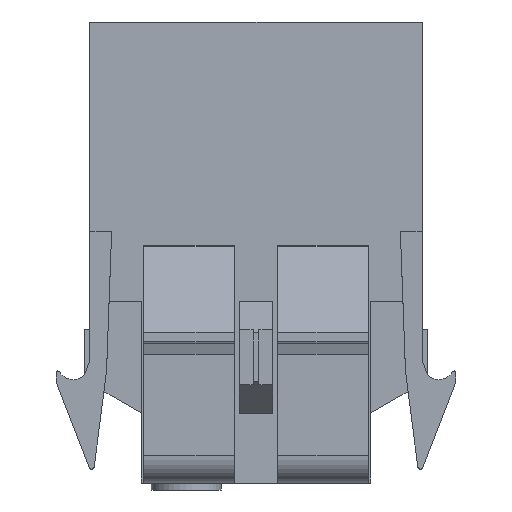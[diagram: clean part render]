
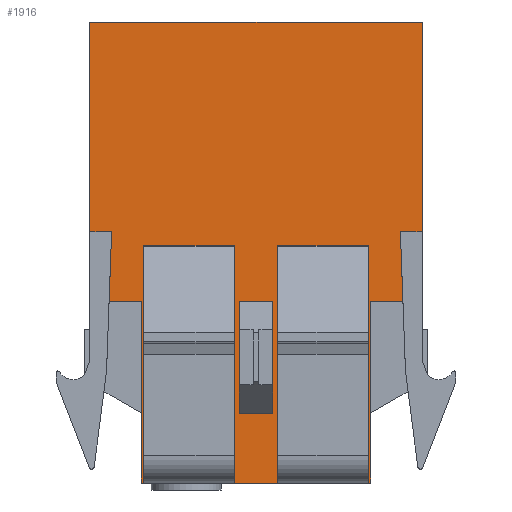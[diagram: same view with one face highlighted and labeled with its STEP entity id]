
A CAD part, front view. The second image highlights one B-rep face of the part: STEP entity #1916.
In plain terms, the highlighted planar face has unit normal (0, -1, 0).
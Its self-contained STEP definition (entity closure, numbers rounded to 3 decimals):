
#1754=AXIS2_PLACEMENT_3D('Plane Axis2P3D',#1751,#1752,#1753) ;
#97=CARTESIAN_POINT('Vertex',(6.1,5.9,0.5)) ;
#169=CARTESIAN_POINT('Vertex',(22.5,5.9,0.5)) ;
#172=CARTESIAN_POINT('Line Origine',(22.425,5.9,0.5)) ;
#176=CARTESIAN_POINT('Vertex',(22.35,5.9,0.5)) ;
#197=CARTESIAN_POINT('Vertex',(15.85,5.9,0.5)) ;
#200=CARTESIAN_POINT('Line Origine',(14.3,5.9,0.5)) ;
#204=CARTESIAN_POINT('Vertex',(12.75,5.9,0.5)) ;
#225=CARTESIAN_POINT('Vertex',(6.25,5.9,0.5)) ;
#228=CARTESIAN_POINT('Line Origine',(6.175,5.9,0.5)) ;
#1649=CARTESIAN_POINT('Vertex',(26.2,5.9,33.5)) ;
#1652=CARTESIAN_POINT('Line Origine',(26.2,5.9,26.)) ;
#1656=CARTESIAN_POINT('Vertex',(26.2,5.9,18.5)) ;
#1751=CARTESIAN_POINT('Axis2P3D Location',(2.4,5.9,0.)) ;
#1756=CARTESIAN_POINT('Line Origine',(14.3,5.9,33.5)) ;
#1760=CARTESIAN_POINT('Vertex',(2.4,5.9,33.5)) ;
#1763=CARTESIAN_POINT('Line Origine',(2.4,5.9,26.)) ;
#1767=CARTESIAN_POINT('Vertex',(2.4,5.9,18.5)) ;
#1770=CARTESIAN_POINT('Line Origine',(3.183,5.9,18.5)) ;
#1774=CARTESIAN_POINT('Vertex',(3.966,5.9,18.5)) ;
#1777=CARTESIAN_POINT('Line Origine',(3.874,5.9,16.)) ;
#1781=CARTESIAN_POINT('Vertex',(3.783,5.9,13.5)) ;
#1784=CARTESIAN_POINT('Line Origine',(4.941,5.9,13.5)) ;
#1788=CARTESIAN_POINT('Vertex',(6.1,5.9,13.5)) ;
#1791=CARTESIAN_POINT('Line Origine',(6.1,5.9,7.)) ;
#1796=CARTESIAN_POINT('Line Origine',(6.25,5.9,1.4)) ;
#1800=CARTESIAN_POINT('Vertex',(6.25,5.9,2.3)) ;
#1803=CARTESIAN_POINT('Line Origine',(9.5,5.9,2.3)) ;
#1807=CARTESIAN_POINT('Vertex',(12.75,5.9,2.3)) ;
#1810=CARTESIAN_POINT('Line Origine',(12.75,5.9,1.4)) ;
#1815=CARTESIAN_POINT('Line Origine',(15.85,5.9,1.4)) ;
#1819=CARTESIAN_POINT('Vertex',(15.85,5.9,2.3)) ;
#1822=CARTESIAN_POINT('Line Origine',(19.1,5.9,2.3)) ;
#1826=CARTESIAN_POINT('Vertex',(22.35,5.9,2.3)) ;
#1829=CARTESIAN_POINT('Line Origine',(22.35,5.9,1.4)) ;
#1834=CARTESIAN_POINT('Line Origine',(22.5,5.9,7.)) ;
#1838=CARTESIAN_POINT('Vertex',(22.5,5.9,13.5)) ;
#1841=CARTESIAN_POINT('Line Origine',(23.659,5.9,13.5)) ;
#1845=CARTESIAN_POINT('Vertex',(24.817,5.9,13.5)) ;
#1848=CARTESIAN_POINT('Line Origine',(24.726,5.9,16.)) ;
#1852=CARTESIAN_POINT('Vertex',(24.634,5.9,18.5)) ;
#1855=CARTESIAN_POINT('Line Origine',(25.417,5.9,18.5)) ;
#1882=CARTESIAN_POINT('Line Origine',(14.3,5.9,13.5)) ;
#1886=CARTESIAN_POINT('Vertex',(13.1,5.9,13.5)) ;
#1888=CARTESIAN_POINT('Vertex',(15.5,5.9,13.5)) ;
#1891=CARTESIAN_POINT('Line Origine',(15.5,5.9,9.5)) ;
#1895=CARTESIAN_POINT('Vertex',(15.5,5.9,5.5)) ;
#1898=CARTESIAN_POINT('Line Origine',(14.3,5.9,5.5)) ;
#1902=CARTESIAN_POINT('Vertex',(13.1,5.9,5.5)) ;
#1905=CARTESIAN_POINT('Line Origine',(13.1,5.9,9.5)) ;
#173=DIRECTION('Vector Direction',(1.,0.,0.)) ;
#201=DIRECTION('Vector Direction',(1.,0.,0.)) ;
#229=DIRECTION('Vector Direction',(1.,0.,0.)) ;
#1653=DIRECTION('Vector Direction',(0.,0.,1.)) ;
#1752=DIRECTION('Axis2P3D Direction',(0.,-1.,0.)) ;
#1753=DIRECTION('Axis2P3D XDirection',(1.,0.,0.)) ;
#1757=DIRECTION('Vector Direction',(1.,0.,0.)) ;
#1764=DIRECTION('Vector Direction',(0.,0.,1.)) ;
#1771=DIRECTION('Vector Direction',(1.,0.,0.)) ;
#1778=DIRECTION('Vector Direction',(-0.037,0.,-0.999)) ;
#1785=DIRECTION('Vector Direction',(1.,0.,0.)) ;
#1792=DIRECTION('Vector Direction',(0.,0.,1.)) ;
#1797=DIRECTION('Vector Direction',(0.,0.,1.)) ;
#1804=DIRECTION('Vector Direction',(1.,0.,0.)) ;
#1811=DIRECTION('Vector Direction',(0.,0.,1.)) ;
#1816=DIRECTION('Vector Direction',(0.,0.,1.)) ;
#1823=DIRECTION('Vector Direction',(1.,0.,0.)) ;
#1830=DIRECTION('Vector Direction',(0.,0.,1.)) ;
#1835=DIRECTION('Vector Direction',(0.,0.,1.)) ;
#1842=DIRECTION('Vector Direction',(-1.,0.,0.)) ;
#1849=DIRECTION('Vector Direction',(0.037,0.,-0.999)) ;
#1856=DIRECTION('Vector Direction',(-1.,0.,0.)) ;
#1883=DIRECTION('Vector Direction',(1.,0.,0.)) ;
#1892=DIRECTION('Vector Direction',(0.,0.,1.)) ;
#1899=DIRECTION('Vector Direction',(1.,0.,0.)) ;
#1906=DIRECTION('Vector Direction',(0.,0.,1.)) ;
#174=VECTOR('Line Direction',#173,1.) ;
#202=VECTOR('Line Direction',#201,1.) ;
#230=VECTOR('Line Direction',#229,1.) ;
#1654=VECTOR('Line Direction',#1653,1.) ;
#1758=VECTOR('Line Direction',#1757,1.) ;
#1765=VECTOR('Line Direction',#1764,1.) ;
#1772=VECTOR('Line Direction',#1771,1.) ;
#1779=VECTOR('Line Direction',#1778,1.) ;
#1786=VECTOR('Line Direction',#1785,1.) ;
#1793=VECTOR('Line Direction',#1792,1.) ;
#1798=VECTOR('Line Direction',#1797,1.) ;
#1805=VECTOR('Line Direction',#1804,1.) ;
#1812=VECTOR('Line Direction',#1811,1.) ;
#1817=VECTOR('Line Direction',#1816,1.) ;
#1824=VECTOR('Line Direction',#1823,1.) ;
#1831=VECTOR('Line Direction',#1830,1.) ;
#1836=VECTOR('Line Direction',#1835,1.) ;
#1843=VECTOR('Line Direction',#1842,1.) ;
#1850=VECTOR('Line Direction',#1849,1.) ;
#1857=VECTOR('Line Direction',#1856,1.) ;
#1884=VECTOR('Line Direction',#1883,1.) ;
#1893=VECTOR('Line Direction',#1892,1.) ;
#1900=VECTOR('Line Direction',#1899,1.) ;
#1907=VECTOR('Line Direction',#1906,1.) ;
#1861=ORIENTED_EDGE('',*,*,#1658,.T.) ;
#1862=ORIENTED_EDGE('',*,*,#1762,.F.) ;
#1863=ORIENTED_EDGE('',*,*,#1769,.F.) ;
#1864=ORIENTED_EDGE('',*,*,#1776,.F.) ;
#1865=ORIENTED_EDGE('',*,*,#1783,.F.) ;
#1866=ORIENTED_EDGE('',*,*,#1790,.T.) ;
#1867=ORIENTED_EDGE('',*,*,#1795,.F.) ;
#1868=ORIENTED_EDGE('',*,*,#232,.T.) ;
#1869=ORIENTED_EDGE('',*,*,#1802,.F.) ;
#1870=ORIENTED_EDGE('',*,*,#1809,.T.) ;
#1871=ORIENTED_EDGE('',*,*,#1814,.T.) ;
#1872=ORIENTED_EDGE('',*,*,#206,.T.) ;
#1873=ORIENTED_EDGE('',*,*,#1821,.F.) ;
#1874=ORIENTED_EDGE('',*,*,#1828,.F.) ;
#1875=ORIENTED_EDGE('',*,*,#1833,.T.) ;
#1876=ORIENTED_EDGE('',*,*,#178,.T.) ;
#1877=ORIENTED_EDGE('',*,*,#1840,.T.) ;
#1878=ORIENTED_EDGE('',*,*,#1847,.T.) ;
#1879=ORIENTED_EDGE('',*,*,#1854,.F.) ;
#1880=ORIENTED_EDGE('',*,*,#1859,.F.) ;
#1911=ORIENTED_EDGE('',*,*,#1890,.T.) ;
#1912=ORIENTED_EDGE('',*,*,#1897,.T.) ;
#1913=ORIENTED_EDGE('',*,*,#1904,.F.) ;
#1914=ORIENTED_EDGE('',*,*,#1909,.F.) ;
#1915=FACE_BOUND('',#1910,.T.) ;
#1916=ADVANCED_FACE('Hauptkoerper',(#1881,#1915),#1755,.T.) ;
#178=EDGE_CURVE('',#177,#170,#175,.T.) ;
#206=EDGE_CURVE('',#205,#198,#203,.T.) ;
#232=EDGE_CURVE('',#98,#226,#231,.T.) ;
#1658=EDGE_CURVE('',#1657,#1650,#1655,.T.) ;
#1762=EDGE_CURVE('',#1761,#1650,#1759,.T.) ;
#1769=EDGE_CURVE('',#1768,#1761,#1766,.T.) ;
#1776=EDGE_CURVE('',#1775,#1768,#1773,.F.) ;
#1783=EDGE_CURVE('',#1782,#1775,#1780,.F.) ;
#1790=EDGE_CURVE('',#1782,#1789,#1787,.T.) ;
#1795=EDGE_CURVE('',#98,#1789,#1794,.T.) ;
#1802=EDGE_CURVE('',#1801,#226,#1799,.F.) ;
#1809=EDGE_CURVE('',#1801,#1808,#1806,.T.) ;
#1814=EDGE_CURVE('',#1808,#205,#1813,.F.) ;
#1821=EDGE_CURVE('',#1820,#198,#1818,.F.) ;
#1828=EDGE_CURVE('',#1827,#1820,#1825,.F.) ;
#1833=EDGE_CURVE('',#1827,#177,#1832,.F.) ;
#1840=EDGE_CURVE('',#170,#1839,#1837,.T.) ;
#1847=EDGE_CURVE('',#1839,#1846,#1844,.F.) ;
#1854=EDGE_CURVE('',#1853,#1846,#1851,.T.) ;
#1859=EDGE_CURVE('',#1657,#1853,#1858,.T.) ;
#1890=EDGE_CURVE('',#1887,#1889,#1885,.T.) ;
#1897=EDGE_CURVE('',#1889,#1896,#1894,.F.) ;
#1904=EDGE_CURVE('',#1903,#1896,#1901,.T.) ;
#1909=EDGE_CURVE('',#1887,#1903,#1908,.F.) ;
#1860=EDGE_LOOP('',(#1861,#1862,#1863,#1864,#1865,#1866,#1867,#1868,#1869,#1870,#1871,#1872,#1873,#1874,#1875,#1876,#1877,#1878,#1879,#1880)) ;
#1910=EDGE_LOOP('',(#1911,#1912,#1913,#1914)) ;
#1881=FACE_OUTER_BOUND('',#1860,.T.) ;
#175=LINE('Line',#172,#174) ;
#203=LINE('Line',#200,#202) ;
#231=LINE('Line',#228,#230) ;
#1655=LINE('Line',#1652,#1654) ;
#1759=LINE('Line',#1756,#1758) ;
#1766=LINE('Line',#1763,#1765) ;
#1773=LINE('Line',#1770,#1772) ;
#1780=LINE('Line',#1777,#1779) ;
#1787=LINE('Line',#1784,#1786) ;
#1794=LINE('Line',#1791,#1793) ;
#1799=LINE('Line',#1796,#1798) ;
#1806=LINE('Line',#1803,#1805) ;
#1813=LINE('Line',#1810,#1812) ;
#1818=LINE('Line',#1815,#1817) ;
#1825=LINE('Line',#1822,#1824) ;
#1832=LINE('Line',#1829,#1831) ;
#1837=LINE('Line',#1834,#1836) ;
#1844=LINE('Line',#1841,#1843) ;
#1851=LINE('Line',#1848,#1850) ;
#1858=LINE('Line',#1855,#1857) ;
#1885=LINE('Line',#1882,#1884) ;
#1894=LINE('Line',#1891,#1893) ;
#1901=LINE('Line',#1898,#1900) ;
#1908=LINE('Line',#1905,#1907) ;
#1755=PLANE('',#1754) ;
#98=VERTEX_POINT('',#97) ;
#170=VERTEX_POINT('',#169) ;
#177=VERTEX_POINT('',#176) ;
#198=VERTEX_POINT('',#197) ;
#205=VERTEX_POINT('',#204) ;
#226=VERTEX_POINT('',#225) ;
#1650=VERTEX_POINT('',#1649) ;
#1657=VERTEX_POINT('',#1656) ;
#1761=VERTEX_POINT('',#1760) ;
#1768=VERTEX_POINT('',#1767) ;
#1775=VERTEX_POINT('',#1774) ;
#1782=VERTEX_POINT('',#1781) ;
#1789=VERTEX_POINT('',#1788) ;
#1801=VERTEX_POINT('',#1800) ;
#1808=VERTEX_POINT('',#1807) ;
#1820=VERTEX_POINT('',#1819) ;
#1827=VERTEX_POINT('',#1826) ;
#1839=VERTEX_POINT('',#1838) ;
#1846=VERTEX_POINT('',#1845) ;
#1853=VERTEX_POINT('',#1852) ;
#1887=VERTEX_POINT('',#1886) ;
#1889=VERTEX_POINT('',#1888) ;
#1896=VERTEX_POINT('',#1895) ;
#1903=VERTEX_POINT('',#1902) ;
